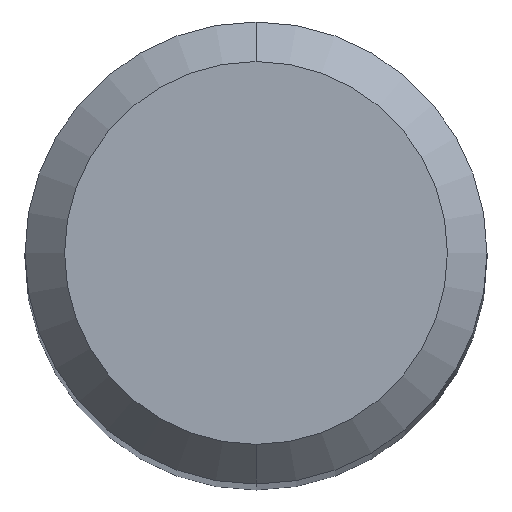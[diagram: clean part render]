
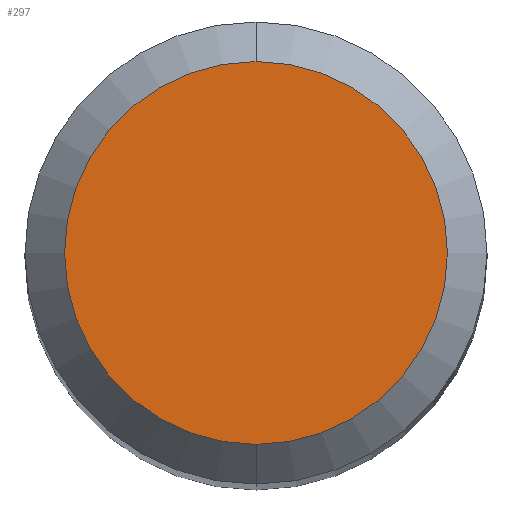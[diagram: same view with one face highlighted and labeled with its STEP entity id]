
A CAD part, top view. The second image highlights one B-rep face of the part: STEP entity #297.
In plain terms, the highlighted planar face has unit normal (0, 0, 1).
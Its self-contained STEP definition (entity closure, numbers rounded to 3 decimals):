
#135=VERTEX_POINT('',#350);
#241=EDGE_CURVE('',#283,#135,#471,.T.);
#283=VERTEX_POINT('',#517);
#297=ADVANCED_FACE('',(#533),#534,.T.);
#303=EDGE_CURVE('',#135,#283,#541,.T.);
#350=CARTESIAN_POINT('',(0.0,1.45,0.0));
#471=CIRCLE('',#737,1.45);
#517=CARTESIAN_POINT('',(0.,-1.45,0.0));
#533=FACE_OUTER_BOUND('',#820,.T.);
#534=PLANE('',#821);
#541=CIRCLE('',#831,1.45);
#737=AXIS2_PLACEMENT_3D('',#1033,#1034,#1035);
#820=EDGE_LOOP('',(#1105,#1106));
#821=AXIS2_PLACEMENT_3D('',#1107,#1108,#1109);
#831=AXIS2_PLACEMENT_3D('',#1119,#1120,#1121);
#1033=CARTESIAN_POINT('',(0.0,0.0,0.0));
#1034=DIRECTION('',(0.0,0.0,-1.0));
#1035=DIRECTION('',(0.0,1.0,0.0));
#1105=ORIENTED_EDGE('',*,*,#303,.F.);
#1106=ORIENTED_EDGE('',*,*,#241,.F.);
#1107=CARTESIAN_POINT('',(0.0,0.725,0.0));
#1108=DIRECTION('',(-0.0,0.0,1.0));
#1109=DIRECTION('',(0.0,-1.0,0.0));
#1119=CARTESIAN_POINT('',(0.0,0.0,0.0));
#1120=DIRECTION('',(0.0,0.0,-1.0));
#1121=DIRECTION('',(0.0,1.0,0.0));
